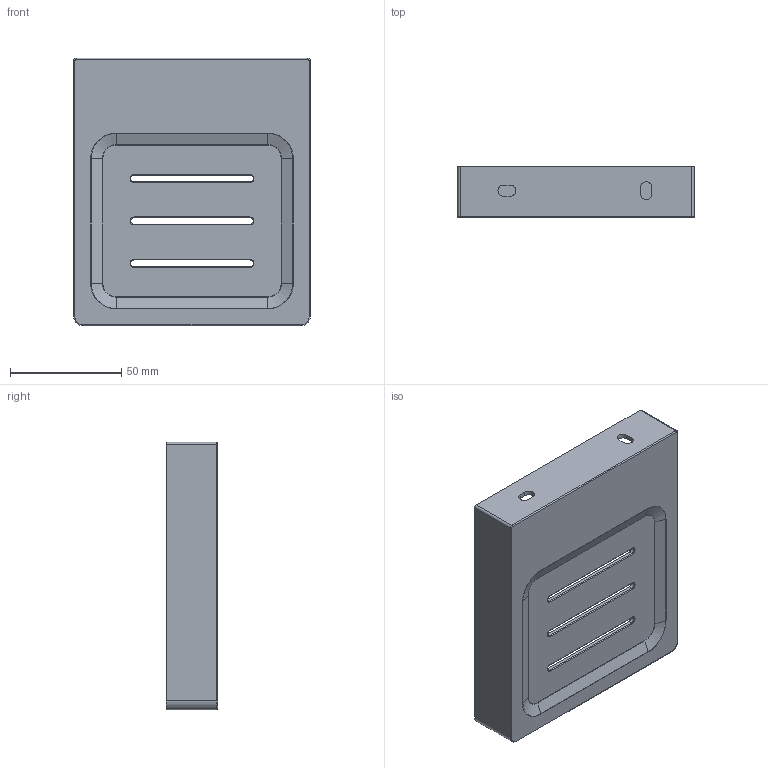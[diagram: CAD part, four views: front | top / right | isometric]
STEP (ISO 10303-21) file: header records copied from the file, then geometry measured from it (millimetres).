
FILE_DESCRIPTION((''),'2;1');
FILE_NAME('PRT0001','2023-06-24T20:05:45',('PC'),(''),'CREO PARAMETRIC BY PTC INC, 2020053','CREO PARAMETRIC BY PTC INC, 2020053','');
FILE_SCHEMA(('CONFIG_CONTROL_DESIGN'));
Length unit declared in the file: millimetre
Products named in the file (1): PRT0001
Bounding box: 106 x 23 x 120 mm (x, y, z)
Volume: 43191.2 mm3; surface area: 44731 mm2
Topology: 1 solids, 1 shells, 123 faces, 298 edges, 180 vertices
Faces by surface type: cylinder 50, plane 41, torus 24, cone 8
Entity records: 3638 total; most frequent: DIRECTION 680, CARTESIAN_POINT 601, ORIENTED_EDGE 596, EDGE_CURVE 298, AXIS2_PLACEMENT_3D 259, VERTEX_POINT 180, VECTOR 162, LINE 162
